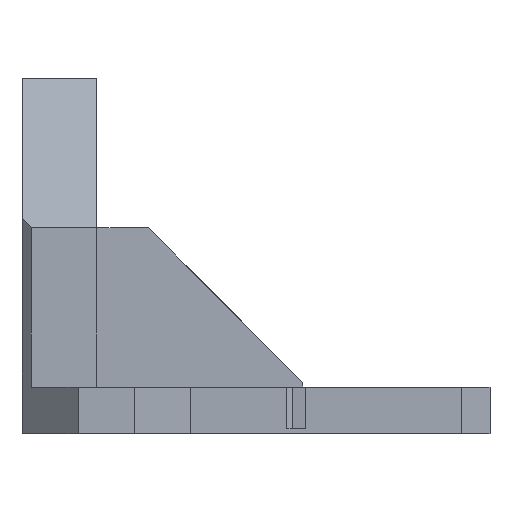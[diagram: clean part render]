
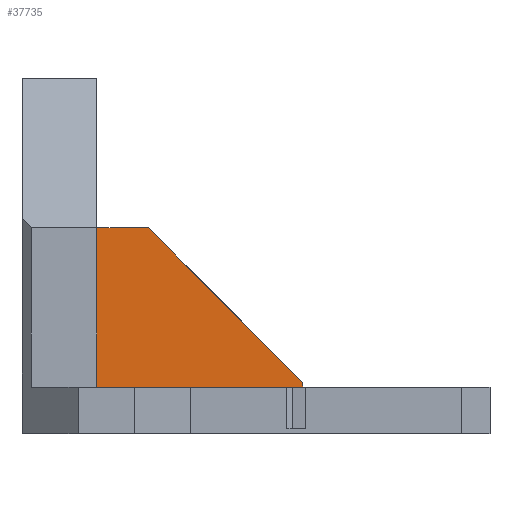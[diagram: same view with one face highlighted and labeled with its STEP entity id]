
A CAD part, front view. The second image highlights one B-rep face of the part: STEP entity #37735.
In plain terms, the highlighted planar face has unit normal (0, -1, 0).
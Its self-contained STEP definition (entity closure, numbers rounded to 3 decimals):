
#25223 = PLANE('',#25224);
#25224 = AXIS2_PLACEMENT_3D('',#25225,#25226,#25227);
#25225 = CARTESIAN_POINT('',(8.,-13.,0.));
#25226 = DIRECTION('',(1.,0.,0.));
#25227 = DIRECTION('',(0.,0.,-1.));
#25251 = PLANE('',#25252);
#25252 = AXIS2_PLACEMENT_3D('',#25253,#25254,#25255);
#25253 = CARTESIAN_POINT('',(0.,-8.,5.));
#25254 = DIRECTION('',(0.,0.,1.));
#25255 = DIRECTION('',(-1.,0.,0.));
#28015 = VERTEX_POINT('',#28016);
#28016 = CARTESIAN_POINT('',(8.,-13.01,22.));
#28030 = PLANE('',#28031);
#28031 = AXIS2_PLACEMENT_3D('',#28032,#28033,#28034);
#28032 = CARTESIAN_POINT('',(0.,-8.,22.));
#28033 = DIRECTION('',(0.,0.,1.));
#28034 = DIRECTION('',(-1.,0.,0.));
#28042 = EDGE_CURVE('',#28043,#28015,#28045,.T.);
#28043 = VERTEX_POINT('',#28044);
#28044 = CARTESIAN_POINT('',(8.,-13.01,5.));
#28045 = SURFACE_CURVE('',#28046,(#28050,#28057),.PCURVE_S1.);
#28046 = LINE('',#28047,#28048);
#28047 = CARTESIAN_POINT('',(8.,-13.01,0.));
#28048 = VECTOR('',#28049,1.);
#28049 = DIRECTION('',(0.,0.,1.));
#28050 = PCURVE('',#25223,#28051);
#28051 = DEFINITIONAL_REPRESENTATION('',(#28052),#28056);
#28052 = LINE('',#28053,#28054);
#28053 = CARTESIAN_POINT('',(0.,-0.01));
#28054 = VECTOR('',#28055,1.);
#28055 = DIRECTION('',(-1.,0.));
#28056 = ( GEOMETRIC_REPRESENTATION_CONTEXT(2) 
PARAMETRIC_REPRESENTATION_CONTEXT() REPRESENTATION_CONTEXT('2D SPACE',''
  ) );
#28057 = PCURVE('',#28058,#28063);
#28058 = PLANE('',#28059);
#28059 = AXIS2_PLACEMENT_3D('',#28060,#28061,#28062);
#28060 = CARTESIAN_POINT('',(0.,-13.01,0.));
#28061 = DIRECTION('',(0.,-1.,0.));
#28062 = DIRECTION('',(0.,0.,-1.));
#28063 = DEFINITIONAL_REPRESENTATION('',(#28064),#28068);
#28064 = LINE('',#28065,#28066);
#28065 = CARTESIAN_POINT('',(0.,8.));
#28066 = VECTOR('',#28067,1.);
#28067 = DIRECTION('',(-1.,0.));
#28068 = ( GEOMETRIC_REPRESENTATION_CONTEXT(2) 
PARAMETRIC_REPRESENTATION_CONTEXT() REPRESENTATION_CONTEXT('2D SPACE',''
  ) );
#30461 = EDGE_CURVE('',#28043,#30462,#30464,.T.);
#30462 = VERTEX_POINT('',#30463);
#30463 = CARTESIAN_POINT('',(18.,-13.01,5.));
#30464 = SURFACE_CURVE('',#30465,(#30469,#30476),.PCURVE_S1.);
#30465 = LINE('',#30466,#30467);
#30466 = CARTESIAN_POINT('',(0.,-13.01,5.));
#30467 = VECTOR('',#30468,1.);
#30468 = DIRECTION('',(1.,0.,0.));
#30469 = PCURVE('',#25251,#30470);
#30470 = DEFINITIONAL_REPRESENTATION('',(#30471),#30475);
#30471 = LINE('',#30472,#30473);
#30472 = CARTESIAN_POINT('',(0.,5.01));
#30473 = VECTOR('',#30474,1.);
#30474 = DIRECTION('',(-1.,0.));
#30475 = ( GEOMETRIC_REPRESENTATION_CONTEXT(2) 
PARAMETRIC_REPRESENTATION_CONTEXT() REPRESENTATION_CONTEXT('2D SPACE',''
  ) );
#30476 = PCURVE('',#28058,#30477);
#30477 = DEFINITIONAL_REPRESENTATION('',(#30478),#30482);
#30478 = LINE('',#30479,#30480);
#30479 = CARTESIAN_POINT('',(-5.,0.));
#30480 = VECTOR('',#30481,1.);
#30481 = DIRECTION('',(0.,1.));
#30482 = ( GEOMETRIC_REPRESENTATION_CONTEXT(2) 
PARAMETRIC_REPRESENTATION_CONTEXT() REPRESENTATION_CONTEXT('2D SPACE',''
  ) );
#30498 = PLANE('',#30499);
#30499 = AXIS2_PLACEMENT_3D('',#30500,#30501,#30502);
#30500 = CARTESIAN_POINT('',(0.,-8.,5.));
#30501 = DIRECTION('',(0.,0.,1.));
#30502 = DIRECTION('',(-1.,0.,0.));
#37735 = ADVANCED_FACE('',(#37736),#28058,.T.);
#37736 = FACE_BOUND('',#37737,.F.);
#37737 = EDGE_LOOP('',(#37738,#37739,#37740,#37763,#37791,#37819));
#37738 = ORIENTED_EDGE('',*,*,#30461,.F.);
#37739 = ORIENTED_EDGE('',*,*,#28042,.T.);
#37740 = ORIENTED_EDGE('',*,*,#37741,.T.);
#37741 = EDGE_CURVE('',#28015,#37742,#37744,.T.);
#37742 = VERTEX_POINT('',#37743);
#37743 = CARTESIAN_POINT('',(13.5,-13.01,22.));
#37744 = SURFACE_CURVE('',#37745,(#37749,#37756),.PCURVE_S1.);
#37745 = LINE('',#37746,#37747);
#37746 = CARTESIAN_POINT('',(0.,-13.01,22.));
#37747 = VECTOR('',#37748,1.);
#37748 = DIRECTION('',(1.,0.,0.));
#37749 = PCURVE('',#28058,#37750);
#37750 = DEFINITIONAL_REPRESENTATION('',(#37751),#37755);
#37751 = LINE('',#37752,#37753);
#37752 = CARTESIAN_POINT('',(-22.,0.));
#37753 = VECTOR('',#37754,1.);
#37754 = DIRECTION('',(0.,1.));
#37755 = ( GEOMETRIC_REPRESENTATION_CONTEXT(2) 
PARAMETRIC_REPRESENTATION_CONTEXT() REPRESENTATION_CONTEXT('2D SPACE',''
  ) );
#37756 = PCURVE('',#28030,#37757);
#37757 = DEFINITIONAL_REPRESENTATION('',(#37758),#37762);
#37758 = LINE('',#37759,#37760);
#37759 = CARTESIAN_POINT('',(0.,5.01));
#37760 = VECTOR('',#37761,1.);
#37761 = DIRECTION('',(-1.,0.));
#37762 = ( GEOMETRIC_REPRESENTATION_CONTEXT(2) 
PARAMETRIC_REPRESENTATION_CONTEXT() REPRESENTATION_CONTEXT('2D SPACE',''
  ) );
#37763 = ORIENTED_EDGE('',*,*,#37764,.T.);
#37764 = EDGE_CURVE('',#37742,#37765,#37767,.T.);
#37765 = VERTEX_POINT('',#37766);
#37766 = CARTESIAN_POINT('',(30.,-13.01,5.5));
#37767 = SURFACE_CURVE('',#37768,(#37772,#37779),.PCURVE_S1.);
#37768 = LINE('',#37769,#37770);
#37769 = CARTESIAN_POINT('',(23.875,-13.01,11.625));
#37770 = VECTOR('',#37771,1.);
#37771 = DIRECTION('',(0.707,0.,-0.707));
#37772 = PCURVE('',#28058,#37773);
#37773 = DEFINITIONAL_REPRESENTATION('',(#37774),#37778);
#37774 = LINE('',#37775,#37776);
#37775 = CARTESIAN_POINT('',(-11.625,23.875));
#37776 = VECTOR('',#37777,1.);
#37777 = DIRECTION('',(0.707,0.707));
#37778 = ( GEOMETRIC_REPRESENTATION_CONTEXT(2) 
PARAMETRIC_REPRESENTATION_CONTEXT() REPRESENTATION_CONTEXT('2D SPACE',''
  ) );
#37779 = PCURVE('',#37780,#37785);
#37780 = PLANE('',#37781);
#37781 = AXIS2_PLACEMENT_3D('',#37782,#37783,#37784);
#37782 = CARTESIAN_POINT('',(30.,-8.,5.5));
#37783 = DIRECTION('',(0.707,0.,0.707));
#37784 = DIRECTION('',(0.707,0.,-0.707));
#37785 = DEFINITIONAL_REPRESENTATION('',(#37786),#37790);
#37786 = LINE('',#37787,#37788);
#37787 = CARTESIAN_POINT('',(-8.662,-5.01));
#37788 = VECTOR('',#37789,1.);
#37789 = DIRECTION('',(1.,0.));
#37790 = ( GEOMETRIC_REPRESENTATION_CONTEXT(2) 
PARAMETRIC_REPRESENTATION_CONTEXT() REPRESENTATION_CONTEXT('2D SPACE',''
  ) );
#37791 = ORIENTED_EDGE('',*,*,#37792,.F.);
#37792 = EDGE_CURVE('',#37793,#37765,#37795,.T.);
#37793 = VERTEX_POINT('',#37794);
#37794 = CARTESIAN_POINT('',(30.,-13.01,5.));
#37795 = SURFACE_CURVE('',#37796,(#37800,#37807),.PCURVE_S1.);
#37796 = LINE('',#37797,#37798);
#37797 = CARTESIAN_POINT('',(30.,-13.01,0.));
#37798 = VECTOR('',#37799,1.);
#37799 = DIRECTION('',(0.,0.,1.));
#37800 = PCURVE('',#28058,#37801);
#37801 = DEFINITIONAL_REPRESENTATION('',(#37802),#37806);
#37802 = LINE('',#37803,#37804);
#37803 = CARTESIAN_POINT('',(0.,30.));
#37804 = VECTOR('',#37805,1.);
#37805 = DIRECTION('',(-1.,0.));
#37806 = ( GEOMETRIC_REPRESENTATION_CONTEXT(2) 
PARAMETRIC_REPRESENTATION_CONTEXT() REPRESENTATION_CONTEXT('2D SPACE',''
  ) );
#37807 = PCURVE('',#37808,#37813);
#37808 = PLANE('',#37809);
#37809 = AXIS2_PLACEMENT_3D('',#37810,#37811,#37812);
#37810 = CARTESIAN_POINT('',(30.,-8.,0.));
#37811 = DIRECTION('',(1.,0.,0.));
#37812 = DIRECTION('',(0.,0.,-1.));
#37813 = DEFINITIONAL_REPRESENTATION('',(#37814),#37818);
#37814 = LINE('',#37815,#37816);
#37815 = CARTESIAN_POINT('',(0.,-5.01));
#37816 = VECTOR('',#37817,1.);
#37817 = DIRECTION('',(-1.,0.));
#37818 = ( GEOMETRIC_REPRESENTATION_CONTEXT(2) 
PARAMETRIC_REPRESENTATION_CONTEXT() REPRESENTATION_CONTEXT('2D SPACE',''
  ) );
#37819 = ORIENTED_EDGE('',*,*,#37820,.F.);
#37820 = EDGE_CURVE('',#30462,#37793,#37821,.T.);
#37821 = SURFACE_CURVE('',#37822,(#37826,#37833),.PCURVE_S1.);
#37822 = LINE('',#37823,#37824);
#37823 = CARTESIAN_POINT('',(0.,-13.01,5.));
#37824 = VECTOR('',#37825,1.);
#37825 = DIRECTION('',(1.,0.,0.));
#37826 = PCURVE('',#28058,#37827);
#37827 = DEFINITIONAL_REPRESENTATION('',(#37828),#37832);
#37828 = LINE('',#37829,#37830);
#37829 = CARTESIAN_POINT('',(-5.,0.));
#37830 = VECTOR('',#37831,1.);
#37831 = DIRECTION('',(0.,1.));
#37832 = ( GEOMETRIC_REPRESENTATION_CONTEXT(2) 
PARAMETRIC_REPRESENTATION_CONTEXT() REPRESENTATION_CONTEXT('2D SPACE',''
  ) );
#37833 = PCURVE('',#30498,#37834);
#37834 = DEFINITIONAL_REPRESENTATION('',(#37835),#37839);
#37835 = LINE('',#37836,#37837);
#37836 = CARTESIAN_POINT('',(0.,5.01));
#37837 = VECTOR('',#37838,1.);
#37838 = DIRECTION('',(-1.,0.));
#37839 = ( GEOMETRIC_REPRESENTATION_CONTEXT(2) 
PARAMETRIC_REPRESENTATION_CONTEXT() REPRESENTATION_CONTEXT('2D SPACE',''
  ) );
